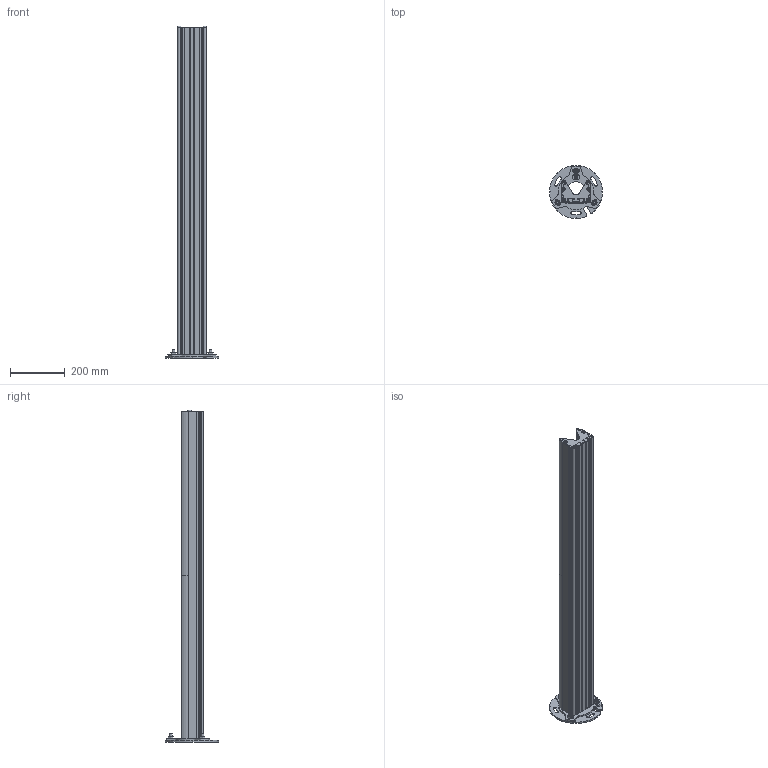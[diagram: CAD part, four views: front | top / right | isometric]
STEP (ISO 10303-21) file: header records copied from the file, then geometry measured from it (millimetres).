
FILE_DESCRIPTION(/* description */ (''),/* implementation_level */ '2;1');
FILE_NAME(/* name */ 'AO000215.stp',/* time_stamp */ '2016-09-28T11:41:15+02:00',/* author */ ('mitarbeiter'),/* organization */ (''),/* preprocessor_version */ 'ST-DEVELOPER v15.2',/* originating_system */ 'Autodesk Inventor 2014',/* authorisation */ '');
FILE_SCHEMA (('AUTOMOTIVE_DESIGN { 1 0 10303 214 3 1 1 }'));
Length unit declared in the file: millimetre
Products named in the file (1): AO000215
Bounding box: 194.91 x 194.91 x 1217.9 mm (x, y, z)
Surface area: 1072877.8 mm2 (no closed solid volume)
Topology: 0 solids, 590 shells, 590 faces, 3358 edges, 3325 vertices
Faces by surface type: plane 300, cylinder 248, cone 37, bspline 3, sphere 2
Full cylindrical faces by diameter (mm): 7.76 x2, 8 x2, 8.5 x4, 9.732 x3, 13.9 x1, 14.1 x1, 75 x1
Entity records: 34920 total; most frequent: CARTESIAN_POINT 8104, DIRECTION 5462, VERTEX_POINT 3314, EDGE_CURVE 3314, ORIENTED_EDGE 3314, LINE 2004, VECTOR 2004, AXIS2_PLACEMENT_3D 1729
